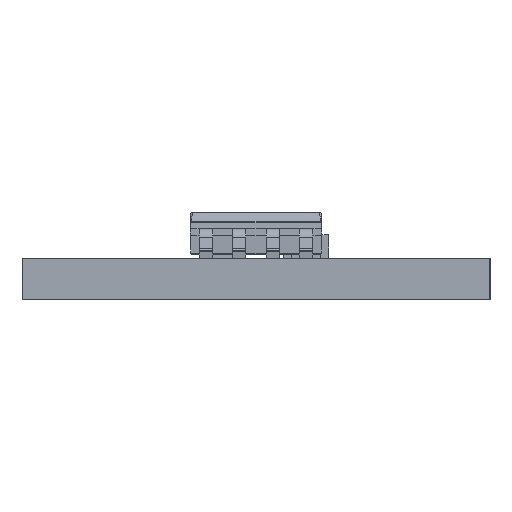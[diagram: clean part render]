
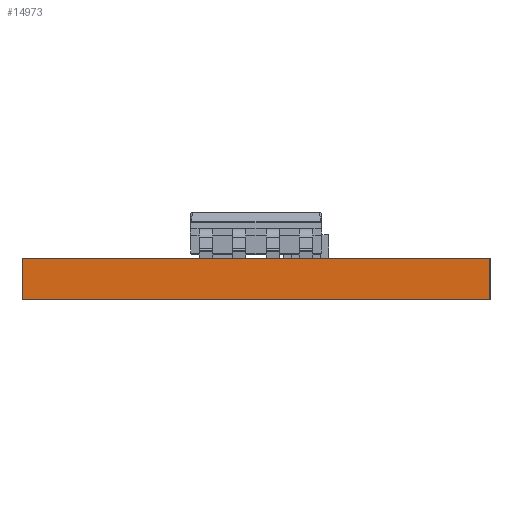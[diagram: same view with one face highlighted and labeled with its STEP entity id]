
A CAD part, left-side view. The second image highlights one B-rep face of the part: STEP entity #14973.
In plain terms, the highlighted planar face has unit normal (-1, 0, 0).
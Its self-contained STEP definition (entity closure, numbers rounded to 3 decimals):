
#1609 = EDGE_CURVE ( 'NONE', #23769, #6434, #10620, .T. ) ;
#1804 = ORIENTED_EDGE ( 'NONE', *, *, #19749, .T. ) ;
#2287 = ORIENTED_EDGE ( 'NONE', *, *, #23754, .F. ) ;
#4799 = ORIENTED_EDGE ( 'NONE', *, *, #1609, .T. ) ;
#5373 = EDGE_CURVE ( 'NONE', #6645, #8745, #9777, .T. ) ;
#6434 = VERTEX_POINT ( 'NONE', #17018 ) ;
#6645 = VERTEX_POINT ( 'NONE', #16296 ) ;
#7964 = FACE_OUTER_BOUND ( 'NONE', #23644, .T. ) ;
#8044 = CARTESIAN_POINT ( 'NONE',  ( 0., 17.78, 1.575 ) ) ;
#8745 = VERTEX_POINT ( 'NONE', #10057 ) ;
#9680 = CARTESIAN_POINT ( 'NONE',  ( 0., 17.78, 0. ) ) ;
#9777 = LINE ( 'NONE', #20738, #26669 ) ;
#9884 = VECTOR ( 'NONE', #28332, 1000. ) ;
#10057 = CARTESIAN_POINT ( 'NONE',  ( 0., 0., 1.575 ) ) ;
#10208 = PLANE ( 'NONE',  #23257 ) ;
#10620 = LINE ( 'NONE', #19506, #24486 ) ;
#12101 = CARTESIAN_POINT ( 'NONE',  ( 0., 0., 1.575 ) ) ;
#14140 = DIRECTION ( 'NONE',  ( 0., -1., 0. ) ) ;
#14973 = ADVANCED_FACE ( 'NONE', ( #7964 ), #10208, .F. ) ;
#15643 = DIRECTION ( 'NONE',  ( 0., 1., 0. ) ) ;
#16296 = CARTESIAN_POINT ( 'NONE',  ( 0., 17.78, 1.575 ) ) ;
#17018 = CARTESIAN_POINT ( 'NONE',  ( 0., 0., 0. ) ) ;
#18025 = DIRECTION ( 'NONE',  ( 1., 0., 0. ) ) ;
#18051 = ORIENTED_EDGE ( 'NONE', *, *, #5373, .F. ) ;
#19159 = LINE ( 'NONE', #12101, #9884 ) ;
#19317 = LINE ( 'NONE', #8044, #27429 ) ;
#19506 = CARTESIAN_POINT ( 'NONE',  ( 0., 0., 0. ) ) ;
#19749 = EDGE_CURVE ( 'NONE', #6645, #23769, #19317, .T. ) ;
#19767 = DIRECTION ( 'NONE',  ( 0., 0., -1. ) ) ;
#20738 = CARTESIAN_POINT ( 'NONE',  ( 0., 0., 1.575 ) ) ;
#23257 = AXIS2_PLACEMENT_3D ( 'NONE', #29603, #18025, #15643 ) ;
#23644 = EDGE_LOOP ( 'NONE', ( #4799, #2287, #18051, #1804 ) ) ;
#23754 = EDGE_CURVE ( 'NONE', #8745, #6434, #19159, .T. ) ;
#23769 = VERTEX_POINT ( 'NONE', #9680 ) ;
#24486 = VECTOR ( 'NONE', #26258, 1000. ) ;
#26258 = DIRECTION ( 'NONE',  ( 0., -1., 0. ) ) ;
#26669 = VECTOR ( 'NONE', #14140, 1000. ) ;
#27429 = VECTOR ( 'NONE', #19767, 1000. ) ;
#28332 = DIRECTION ( 'NONE',  ( 0., 0., -1. ) ) ;
#29603 = CARTESIAN_POINT ( 'NONE',  ( 0., 0., 1.575 ) ) ;
